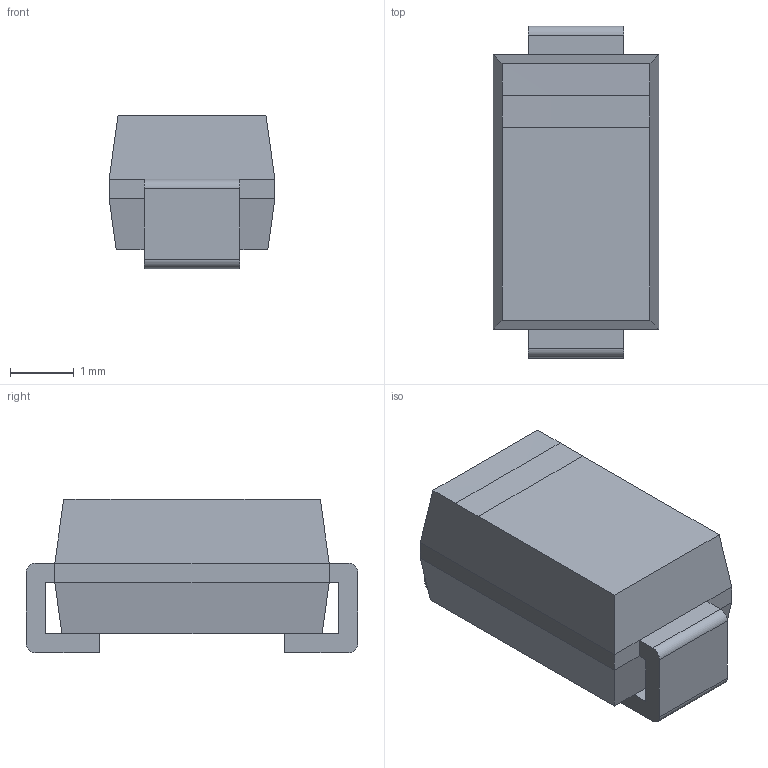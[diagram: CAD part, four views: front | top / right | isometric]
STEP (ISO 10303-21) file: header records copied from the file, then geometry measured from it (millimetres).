
FILE_DESCRIPTION(/* description */ ('STEP AP214'),/* implementation_level */ '2;1');
FILE_NAME(/* name */ 'SMA(DO-214AC).step',/* time_stamp */ '2025-03-29T22:09:33+08:00',/* author */ (''),/* organization */ (''),/* preprocessor_version */ 'ST-DEVELOPER v20.1',/* originating_system */ 'Autodesk Translation Framework v14.4.0.0',/* authorisation */ '');
FILE_SCHEMA (('AUTOMOTIVE_DESIGN { 1 0 10303 214 3 1 1 }'));
Length unit declared in the file: millimetre
Products named in the file (1): 86FA82C4-7D2C-43B5-8353-FFB5F923FE7D
Bounding box: 2.6 x 5.2 x 2.4 mm (x, y, z)
Volume: 24.1 mm3; surface area: 60.6 mm2
Topology: 1 solids, 1 shells, 40 faces, 106 edges, 64 vertices
Faces by surface type: plane 36, cylinder 4
Entity records: 1280 total; most frequent: ORIENTED_EDGE 212, CARTESIAN_POINT 211, DIRECTION 198, EDGE_CURVE 106, LINE 96, VECTOR 96, VERTEX_POINT 64, AXIS2_PLACEMENT_3D 51
